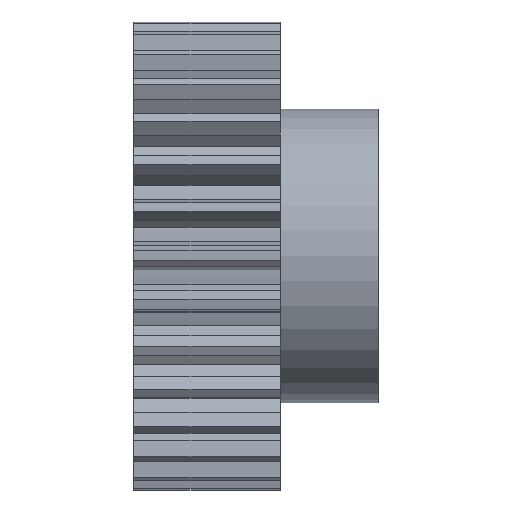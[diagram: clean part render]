
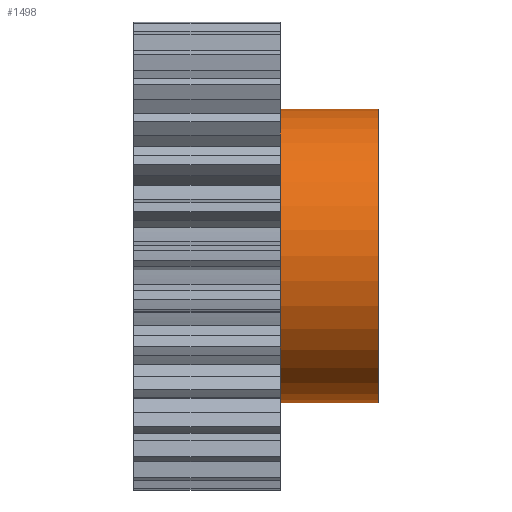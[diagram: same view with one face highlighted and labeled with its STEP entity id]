
A CAD part, top view. The second image highlights one B-rep face of the part: STEP entity #1498.
In plain terms, the highlighted cylindrical face has radius 15 mm (diameter 30 mm), a partial arc.
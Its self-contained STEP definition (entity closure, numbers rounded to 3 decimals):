
#1336 = VERTEX_POINT( '', #3593 );
#1406 = EDGE_CURVE( '', #2016, #1336, #3670, .T. );
#1498 = ADVANCED_FACE( '', ( #3772 ), #3773, .T. );
#1548 = EDGE_CURVE( '', #1336, #2808, #3830, .T. );
#1806 = EDGE_CURVE( '', #2808, #2368, #4106, .T. );
#2016 = VERTEX_POINT( '', #4336 );
#2146 = EDGE_CURVE( '', #2016, #2368, #4476, .T. );
#2368 = VERTEX_POINT( '', #4716 );
#2808 = VERTEX_POINT( '', #5187 );
#3593 = CARTESIAN_POINT( '', ( 17.5, -15., 0. ) );
#3670 = LINE( '', #6187, #6188 );
#3772 = FACE_OUTER_BOUND( '', #6330, .T. );
#3773 = CYLINDRICAL_SURFACE( '', #6331, 15. );
#3830 = CIRCLE( '', #6411, 15. );
#4106 = LINE( '', #6821, #6822 );
#4336 = CARTESIAN_POINT( '', ( 7.5, -15., 0. ) );
#4476 = CIRCLE( '', #7338, 15. );
#4716 = CARTESIAN_POINT( '', ( 7.5, 15., 0. ) );
#5187 = CARTESIAN_POINT( '', ( 17.5, 15., 0. ) );
#6187 = CARTESIAN_POINT( '', ( 12.5, -15., 0. ) );
#6188 = VECTOR( '', #9505, 1. );
#6330 = EDGE_LOOP( '', ( #9792, #9793, #9794, #9795 ) );
#6331 = AXIS2_PLACEMENT_3D( '', #9796, #9797, #9798 );
#6411 = AXIS2_PLACEMENT_3D( '', #9872, #9873, #9874 );
#6821 = CARTESIAN_POINT( '', ( 12.5, 15., 0. ) );
#6822 = VECTOR( '', #10118, 1. );
#7338 = AXIS2_PLACEMENT_3D( '', #10474, #10475, #10476 );
#9505 = DIRECTION( '', ( 1., 0., 0. ) );
#9792 = ORIENTED_EDGE( '', *, *, #1806, .T. );
#9793 = ORIENTED_EDGE( '', *, *, #2146, .F. );
#9794 = ORIENTED_EDGE( '', *, *, #1406, .T. );
#9795 = ORIENTED_EDGE( '', *, *, #1548, .T. );
#9796 = CARTESIAN_POINT( '', ( 12.5, 0., 0. ) );
#9797 = DIRECTION( '', ( 1., 0., 0. ) );
#9798 = DIRECTION( '', ( 0., 1., 0. ) );
#9872 = CARTESIAN_POINT( '', ( 17.5, 0., 0. ) );
#9873 = DIRECTION( '', ( -1., 0., 0. ) );
#9874 = DIRECTION( '', ( 0., 1., 0. ) );
#10118 = DIRECTION( '', ( -1., 0., 0. ) );
#10474 = CARTESIAN_POINT( '', ( 7.5, 0., 0. ) );
#10475 = DIRECTION( '', ( -1., 0., 0. ) );
#10476 = DIRECTION( '', ( 0., 1., 0. ) );
